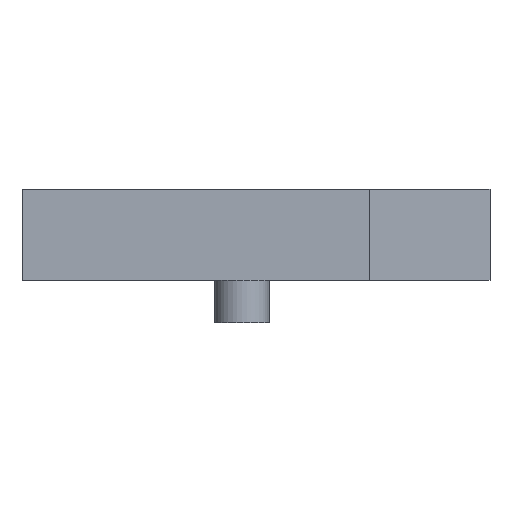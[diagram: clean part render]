
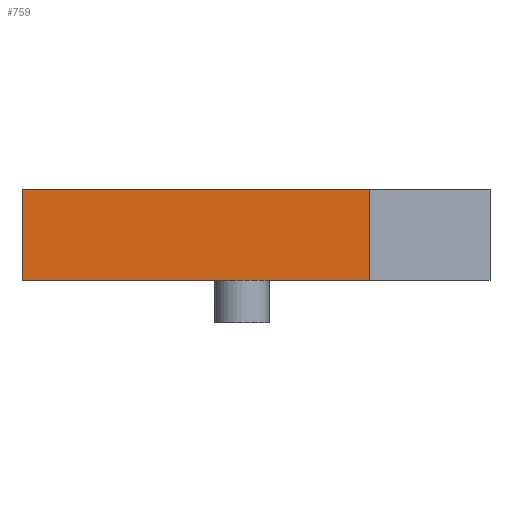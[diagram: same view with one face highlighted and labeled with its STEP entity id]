
A CAD part, left-side view. The second image highlights one B-rep face of the part: STEP entity #759.
In plain terms, the highlighted planar face has unit normal (-1, 0, 0).
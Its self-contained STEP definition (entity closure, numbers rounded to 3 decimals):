
#40 = EDGE_CURVE('',#41,#43,#45,.T.);
#41 = VERTEX_POINT('',#42);
#42 = CARTESIAN_POINT('',(-10.55,5.08,0.));
#43 = VERTEX_POINT('',#44);
#44 = CARTESIAN_POINT('',(-10.55,5.08,3.85));
#45 = SURFACE_CURVE('',#46,(#50,#62),.PCURVE_S1.);
#46 = LINE('',#47,#48);
#47 = CARTESIAN_POINT('',(-10.55,5.08,0.));
#48 = VECTOR('',#49,1.);
#49 = DIRECTION('',(0.,0.,1.));
#50 = PCURVE('',#51,#56);
#51 = PLANE('',#52);
#52 = AXIS2_PLACEMENT_3D('',#53,#54,#55);
#53 = CARTESIAN_POINT('',(-10.55,5.08,0.));
#54 = DIRECTION('',(0.681,0.733,-0.));
#55 = DIRECTION('',(0.733,-0.681,0.));
#56 = DEFINITIONAL_REPRESENTATION('',(#57),#61);
#57 = LINE('',#58,#59);
#58 = CARTESIAN_POINT('',(0.,0.));
#59 = VECTOR('',#60,1.);
#60 = DIRECTION('',(0.,-1.));
#61 = ( GEOMETRIC_REPRESENTATION_CONTEXT(2) 
PARAMETRIC_REPRESENTATION_CONTEXT() REPRESENTATION_CONTEXT('2D SPACE',''
  ) );
#62 = PCURVE('',#63,#68);
#63 = PLANE('',#64);
#64 = AXIS2_PLACEMENT_3D('',#65,#66,#67);
#65 = CARTESIAN_POINT('',(-10.55,19.8,0.));
#66 = DIRECTION('',(1.,0.,-0.));
#67 = DIRECTION('',(0.,-1.,0.));
#68 = DEFINITIONAL_REPRESENTATION('',(#69),#73);
#69 = LINE('',#70,#71);
#70 = CARTESIAN_POINT('',(14.72,0.));
#71 = VECTOR('',#72,1.);
#72 = DIRECTION('',(0.,-1.));
#73 = ( GEOMETRIC_REPRESENTATION_CONTEXT(2) 
PARAMETRIC_REPRESENTATION_CONTEXT() REPRESENTATION_CONTEXT('2D SPACE',''
  ) );
#91 = PLANE('',#92);
#92 = AXIS2_PLACEMENT_3D('',#93,#94,#95);
#93 = CARTESIAN_POINT('',(0.,10.686,3.85));
#94 = DIRECTION('',(0.,0.,1.));
#95 = DIRECTION('',(0.,1.,0.));
#145 = PLANE('',#146);
#146 = AXIS2_PLACEMENT_3D('',#147,#148,#149);
#147 = CARTESIAN_POINT('',(0.,10.686,
    0.));
#148 = DIRECTION('',(0.,0.,1.));
#149 = DIRECTION('',(0.,1.,0.));
#656 = PLANE('',#657);
#657 = AXIS2_PLACEMENT_3D('',#658,#659,#660);
#658 = CARTESIAN_POINT('',(-7.,19.8,0.));
#659 = DIRECTION('',(0.,-1.,0.));
#660 = DIRECTION('',(-1.,0.,0.));
#694 = VERTEX_POINT('',#695);
#695 = CARTESIAN_POINT('',(-10.55,19.8,3.85));
#716 = EDGE_CURVE('',#717,#694,#719,.T.);
#717 = VERTEX_POINT('',#718);
#718 = CARTESIAN_POINT('',(-10.55,19.8,0.));
#719 = SURFACE_CURVE('',#720,(#724,#731),.PCURVE_S1.);
#720 = LINE('',#721,#722);
#721 = CARTESIAN_POINT('',(-10.55,19.8,0.));
#722 = VECTOR('',#723,1.);
#723 = DIRECTION('',(0.,0.,1.));
#724 = PCURVE('',#656,#725);
#725 = DEFINITIONAL_REPRESENTATION('',(#726),#730);
#726 = LINE('',#727,#728);
#727 = CARTESIAN_POINT('',(3.55,0.));
#728 = VECTOR('',#729,1.);
#729 = DIRECTION('',(0.,-1.));
#730 = ( GEOMETRIC_REPRESENTATION_CONTEXT(2) 
PARAMETRIC_REPRESENTATION_CONTEXT() REPRESENTATION_CONTEXT('2D SPACE',''
  ) );
#731 = PCURVE('',#63,#732);
#732 = DEFINITIONAL_REPRESENTATION('',(#733),#737);
#733 = LINE('',#734,#735);
#734 = CARTESIAN_POINT('',(0.,0.));
#735 = VECTOR('',#736,1.);
#736 = DIRECTION('',(0.,-1.));
#737 = ( GEOMETRIC_REPRESENTATION_CONTEXT(2) 
PARAMETRIC_REPRESENTATION_CONTEXT() REPRESENTATION_CONTEXT('2D SPACE',''
  ) );
#759 = ADVANCED_FACE('',(#760),#63,.F.);
#760 = FACE_BOUND('',#761,.F.);
#761 = EDGE_LOOP('',(#762,#763,#784,#785));
#762 = ORIENTED_EDGE('',*,*,#716,.T.);
#763 = ORIENTED_EDGE('',*,*,#764,.T.);
#764 = EDGE_CURVE('',#694,#43,#765,.T.);
#765 = SURFACE_CURVE('',#766,(#770,#777),.PCURVE_S1.);
#766 = LINE('',#767,#768);
#767 = CARTESIAN_POINT('',(-10.55,19.8,3.85));
#768 = VECTOR('',#769,1.);
#769 = DIRECTION('',(0.,-1.,0.));
#770 = PCURVE('',#63,#771);
#771 = DEFINITIONAL_REPRESENTATION('',(#772),#776);
#772 = LINE('',#773,#774);
#773 = CARTESIAN_POINT('',(0.,-3.85));
#774 = VECTOR('',#775,1.);
#775 = DIRECTION('',(1.,0.));
#776 = ( GEOMETRIC_REPRESENTATION_CONTEXT(2) 
PARAMETRIC_REPRESENTATION_CONTEXT() REPRESENTATION_CONTEXT('2D SPACE',''
  ) );
#777 = PCURVE('',#91,#778);
#778 = DEFINITIONAL_REPRESENTATION('',(#779),#783);
#779 = LINE('',#780,#781);
#780 = CARTESIAN_POINT('',(9.114,10.55));
#781 = VECTOR('',#782,1.);
#782 = DIRECTION('',(-1.,0.));
#783 = ( GEOMETRIC_REPRESENTATION_CONTEXT(2) 
PARAMETRIC_REPRESENTATION_CONTEXT() REPRESENTATION_CONTEXT('2D SPACE',''
  ) );
#784 = ORIENTED_EDGE('',*,*,#40,.F.);
#785 = ORIENTED_EDGE('',*,*,#786,.F.);
#786 = EDGE_CURVE('',#717,#41,#787,.T.);
#787 = SURFACE_CURVE('',#788,(#792,#799),.PCURVE_S1.);
#788 = LINE('',#789,#790);
#789 = CARTESIAN_POINT('',(-10.55,19.8,0.));
#790 = VECTOR('',#791,1.);
#791 = DIRECTION('',(0.,-1.,0.));
#792 = PCURVE('',#63,#793);
#793 = DEFINITIONAL_REPRESENTATION('',(#794),#798);
#794 = LINE('',#795,#796);
#795 = CARTESIAN_POINT('',(0.,0.));
#796 = VECTOR('',#797,1.);
#797 = DIRECTION('',(1.,0.));
#798 = ( GEOMETRIC_REPRESENTATION_CONTEXT(2) 
PARAMETRIC_REPRESENTATION_CONTEXT() REPRESENTATION_CONTEXT('2D SPACE',''
  ) );
#799 = PCURVE('',#145,#800);
#800 = DEFINITIONAL_REPRESENTATION('',(#801),#805);
#801 = LINE('',#802,#803);
#802 = CARTESIAN_POINT('',(9.114,10.55));
#803 = VECTOR('',#804,1.);
#804 = DIRECTION('',(-1.,0.));
#805 = ( GEOMETRIC_REPRESENTATION_CONTEXT(2) 
PARAMETRIC_REPRESENTATION_CONTEXT() REPRESENTATION_CONTEXT('2D SPACE',''
  ) );
